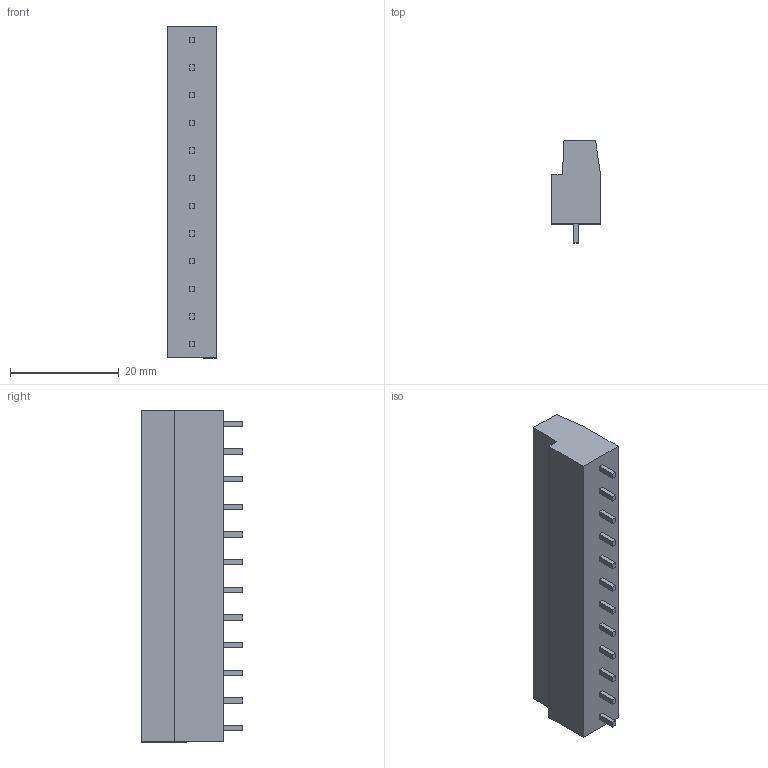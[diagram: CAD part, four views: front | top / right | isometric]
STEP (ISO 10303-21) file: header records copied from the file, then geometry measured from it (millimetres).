
FILE_DESCRIPTION (( 'STEP AP214' ), '1' );
FILE_NAME ('CABA72CB-897F-4C7A-85EF-CA2A3B122990.STEP', '2024-01-09T06:06:21', ( '' ), ( '' ), 'SwSTEP 2.0', 'SolidWorks 2022', '' );
FILE_SCHEMA (( 'AUTOMOTIVE_DESIGN' ));
Length unit declared in the file: millimetre
Products named in the file (1): CABA72CB-897F-4C7A-85EF-CA2A3B122990
Bounding box: 9 x 18.7 x 60.96 mm (x, y, z)
Volume: 6328.2 mm3; surface area: 6521.2 mm2
Topology: 1 solids, 1 shells, 393 faces, 981 edges, 638 vertices
Faces by surface type: plane 345, cylinder 48
Entity records: 11569 total; most frequent: CARTESIAN_POINT 2013, ORIENTED_EDGE 1962, DIRECTION 1913, EDGE_CURVE 981, LINE 837, VECTOR 837, VERTEX_POINT 638, AXIS2_PLACEMENT_3D 538
